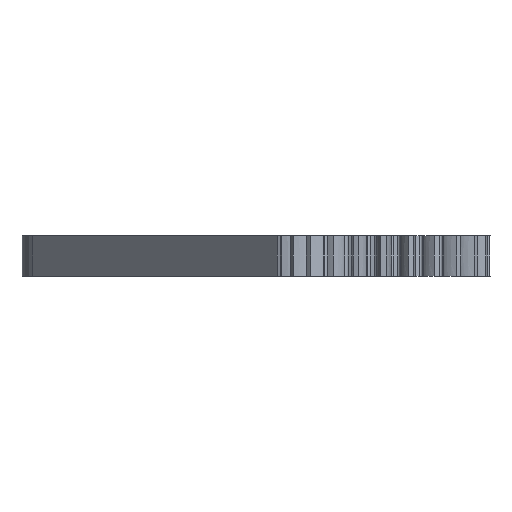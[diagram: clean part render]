
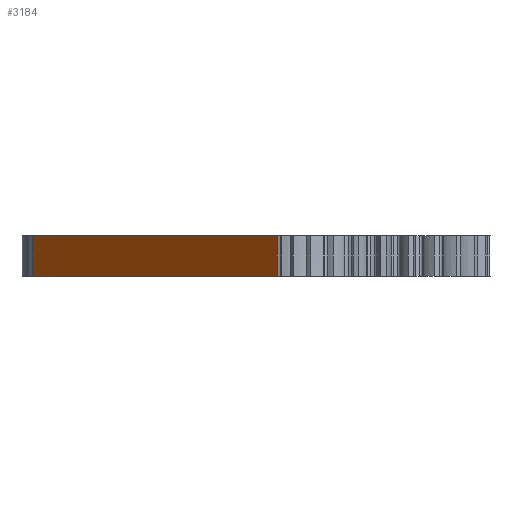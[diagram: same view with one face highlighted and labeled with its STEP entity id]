
A CAD part, front view. The second image highlights one B-rep face of the part: STEP entity #3184.
In plain terms, the highlighted planar face has unit normal (-0.771, -0.637, 0).
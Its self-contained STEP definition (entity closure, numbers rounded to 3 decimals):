
#65=PLANE('',#3488);
#347=FACE_OUTER_BOUND('',#511,.T.);
#511=EDGE_LOOP('',(#2592,#2593,#2594,#2595));
#527=LINE('',#4342,#771);
#753=LINE('',#9860,#997);
#754=LINE('',#9862,#998);
#755=LINE('',#9863,#999);
#771=VECTOR('',#3528,10.);
#997=VECTOR('',#4274,10.);
#998=VECTOR('',#4275,10.);
#999=VECTOR('',#4276,10.);
#1176=VERTEX_POINT('',#4340);
#1177=VERTEX_POINT('',#4341);
#1480=VERTEX_POINT('',#9859);
#1481=VERTEX_POINT('',#9861);
#1501=EDGE_CURVE('',#1176,#1177,#527,.T.);
#1955=EDGE_CURVE('',#1480,#1177,#753,.T.);
#1956=EDGE_CURVE('',#1481,#1480,#754,.T.);
#1957=EDGE_CURVE('',#1481,#1176,#755,.T.);
#2592=ORIENTED_EDGE('',*,*,#1501,.T.);
#2593=ORIENTED_EDGE('',*,*,#1955,.F.);
#2594=ORIENTED_EDGE('',*,*,#1956,.F.);
#2595=ORIENTED_EDGE('',*,*,#1957,.T.);
#3184=ADVANCED_FACE('',(#347),#65,.T.);
#3488=AXIS2_PLACEMENT_3D('',#9858,#4272,#4273);
#3528=DIRECTION('',(0.,0.,1.));
#4272=DIRECTION('center_axis',(-0.771,-0.637,0.));
#4273=DIRECTION('ref_axis',(0.637,-0.771,0.));
#4274=DIRECTION('',(0.637,-0.771,0.));
#4275=DIRECTION('',(0.,0.,1.));
#4276=DIRECTION('',(0.637,-0.771,0.));
#4340=CARTESIAN_POINT('',(26.75,-1.76,0.));
#4341=CARTESIAN_POINT('',(26.75,-1.76,5.));
#4342=CARTESIAN_POINT('',(26.75,-1.76,0.));
#9858=CARTESIAN_POINT('Origin',(-3.574,34.911,0.));
#9859=CARTESIAN_POINT('',(-3.574,34.911,5.));
#9860=CARTESIAN_POINT('',(-3.574,34.911,5.));
#9861=CARTESIAN_POINT('',(-3.574,34.911,0.));
#9862=CARTESIAN_POINT('',(-3.574,34.911,0.));
#9863=CARTESIAN_POINT('',(-3.574,34.911,0.));
